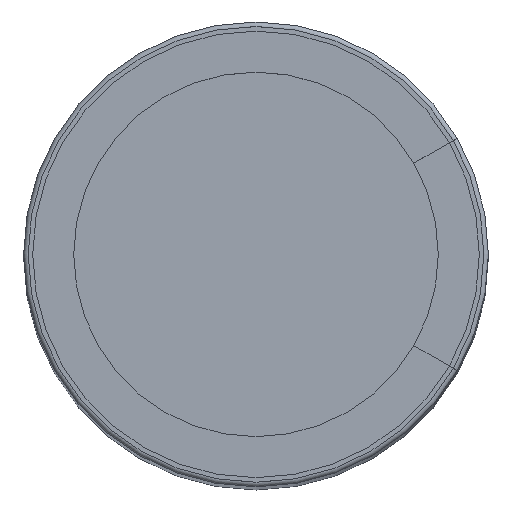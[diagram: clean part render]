
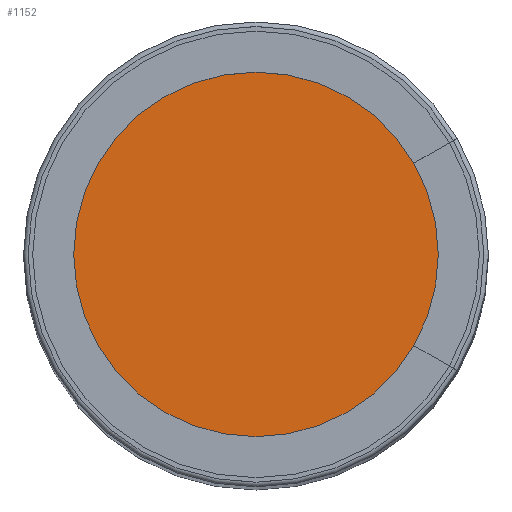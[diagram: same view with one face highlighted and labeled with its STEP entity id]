
A CAD part, top view. The second image highlights one B-rep face of the part: STEP entity #1152.
In plain terms, the highlighted planar face has unit normal (0, 0, 1).
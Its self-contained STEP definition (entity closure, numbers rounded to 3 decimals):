
#995 = EDGE_CURVE('',#996,#996,#998,.T.);
#996 = VERTEX_POINT('',#997);
#997 = CARTESIAN_POINT('',(4.9,0.,40.7));
#998 = SURFACE_CURVE('',#999,(#1004,#1038),.PCURVE_S1.);
#999 = CIRCLE('',#1000,4.9);
#1000 = AXIS2_PLACEMENT_3D('',#1001,#1002,#1003);
#1001 = CARTESIAN_POINT('',(0.,0.,40.7));
#1002 = DIRECTION('',(0.,0.,-1.));
#1003 = DIRECTION('',(-1.,0.,0.));
#1004 = PCURVE('',#1005,#1010);
#1005 = TOROIDAL_SURFACE('',#1006,4.9,0.1);
#1006 = AXIS2_PLACEMENT_3D('',#1007,#1008,#1009);
#1007 = CARTESIAN_POINT('',(0.,0.,40.6));
#1008 = DIRECTION('',(0.,0.,-1.));
#1009 = DIRECTION('',(-1.,0.,0.));
#1010 = DEFINITIONAL_REPRESENTATION('',(#1011),#1037);
#1011 = B_SPLINE_CURVE_WITH_KNOTS('',3,(#1012,#1013,#1014,#1015,#1016,
    #1017,#1018,#1019,#1020,#1021,#1022,#1023,#1024,#1025,#1026,#1027,
    #1028,#1029,#1030,#1031,#1032,#1033,#1034,#1035,#1036),
  .UNSPECIFIED.,.F.,.F.,(4,1,1,1,1,1,1,1,1,1,1,1,1,1,1,1,1,1,1,1,1,1,4),
  (3.142,3.427,3.713,3.998,
    4.284,4.57,4.855,5.141,
    5.426,5.712,5.998,6.283,
    6.569,6.854,7.14,7.426,
    7.711,7.997,8.282,8.568,
    8.854,9.139,9.425),.UNSPECIFIED.);
#1012 = CARTESIAN_POINT('',(3.142,4.712));
#1013 = CARTESIAN_POINT('',(3.237,4.712));
#1014 = CARTESIAN_POINT('',(3.427,4.712));
#1015 = CARTESIAN_POINT('',(3.713,4.712));
#1016 = CARTESIAN_POINT('',(3.998,4.712));
#1017 = CARTESIAN_POINT('',(4.284,4.712));
#1018 = CARTESIAN_POINT('',(4.57,4.712));
#1019 = CARTESIAN_POINT('',(4.855,4.712));
#1020 = CARTESIAN_POINT('',(5.141,4.712));
#1021 = CARTESIAN_POINT('',(5.426,4.712));
#1022 = CARTESIAN_POINT('',(5.712,4.712));
#1023 = CARTESIAN_POINT('',(5.998,4.712));
#1024 = CARTESIAN_POINT('',(6.283,4.712));
#1025 = CARTESIAN_POINT('',(6.569,4.712));
#1026 = CARTESIAN_POINT('',(6.854,4.712));
#1027 = CARTESIAN_POINT('',(7.14,4.712));
#1028 = CARTESIAN_POINT('',(7.426,4.712));
#1029 = CARTESIAN_POINT('',(7.711,4.712));
#1030 = CARTESIAN_POINT('',(7.997,4.712));
#1031 = CARTESIAN_POINT('',(8.282,4.712));
#1032 = CARTESIAN_POINT('',(8.568,4.712));
#1033 = CARTESIAN_POINT('',(8.854,4.712));
#1034 = CARTESIAN_POINT('',(9.139,4.712));
#1035 = CARTESIAN_POINT('',(9.33,4.712));
#1036 = CARTESIAN_POINT('',(9.425,4.712));
#1037 = ( GEOMETRIC_REPRESENTATION_CONTEXT(2) 
PARAMETRIC_REPRESENTATION_CONTEXT() REPRESENTATION_CONTEXT('2D SPACE',''
  ) );
#1038 = PCURVE('',#1039,#1044);
#1039 = PLANE('',#1040);
#1040 = AXIS2_PLACEMENT_3D('',#1041,#1042,#1043);
#1041 = CARTESIAN_POINT('',(0.,0.,40.7));
#1042 = DIRECTION('',(0.,0.,1.));
#1043 = DIRECTION('',(1.,0.,-0.));
#1044 = DEFINITIONAL_REPRESENTATION('',(#1045),#1053);
#1045 = ( BOUNDED_CURVE() B_SPLINE_CURVE(2,(#1046,#1047,#1048,#1049,
#1050,#1051,#1052),.UNSPECIFIED.,.T.,.F.) B_SPLINE_CURVE_WITH_KNOTS((1,2
    ,2,2,2,1),(-2.094,0.,2.094,4.189,
6.283,8.378),.UNSPECIFIED.) CURVE() 
GEOMETRIC_REPRESENTATION_ITEM() RATIONAL_B_SPLINE_CURVE((1.,0.5,1.,0.5,
1.,0.5,1.)) REPRESENTATION_ITEM('') );
#1046 = CARTESIAN_POINT('',(-4.9,0.));
#1047 = CARTESIAN_POINT('',(-4.9,8.487));
#1048 = CARTESIAN_POINT('',(2.45,4.244));
#1049 = CARTESIAN_POINT('',(9.8,0.));
#1050 = CARTESIAN_POINT('',(2.45,-4.244));
#1051 = CARTESIAN_POINT('',(-4.9,-8.487));
#1052 = CARTESIAN_POINT('',(-4.9,0.));
#1053 = ( GEOMETRIC_REPRESENTATION_CONTEXT(2) 
PARAMETRIC_REPRESENTATION_CONTEXT() REPRESENTATION_CONTEXT('2D SPACE',''
  ) );
#1152 = ADVANCED_FACE('',(#1153),#1039,.T.);
#1153 = FACE_BOUND('',#1154,.T.);
#1154 = EDGE_LOOP('',(#1155));
#1155 = ORIENTED_EDGE('',*,*,#995,.F.);
